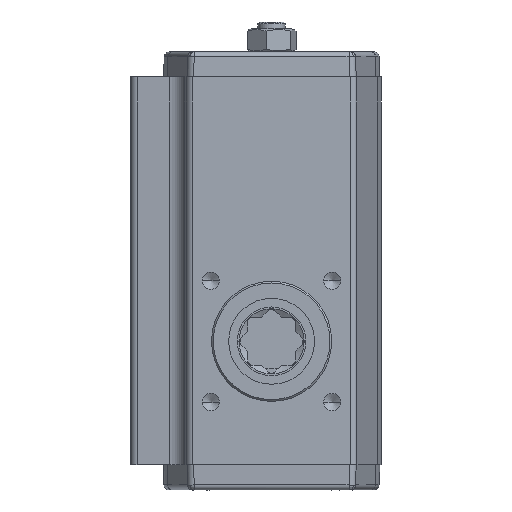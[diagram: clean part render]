
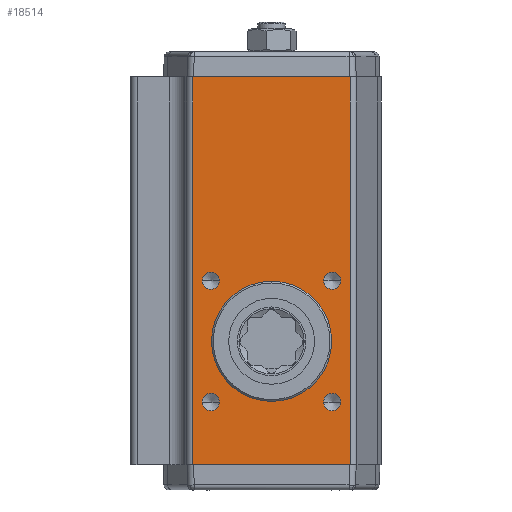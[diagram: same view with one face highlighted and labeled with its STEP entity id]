
A CAD part, front view. The second image highlights one B-rep face of the part: STEP entity #18514.
In plain terms, the highlighted planar face has unit normal (0, -1, 0).
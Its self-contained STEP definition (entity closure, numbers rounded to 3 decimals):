
#26 = DIRECTION ( 'NONE',  ( 0., 0., -1. ) ) ;
#98 = CARTESIAN_POINT ( 'NONE',  ( -17.678, -39.2, -66.622 ) ) ;
#125 = CARTESIAN_POINT ( 'NONE',  ( 17.678, -39.2, -66.622 ) ) ;
#373 = CIRCLE ( 'NONE', #7568, 2.5 ) ;
#464 = CIRCLE ( 'NONE', #12778, 2.5 ) ;
#513 = VERTEX_POINT ( 'NONE', #828 ) ;
#755 = CARTESIAN_POINT ( 'NONE',  ( -24.5, -39.2, -120.3 ) ) ;
#828 = CARTESIAN_POINT ( 'NONE',  ( 17.678, -39.2, -99.478 ) ) ;
#914 = CIRCLE ( 'NONE', #7385, 2.5 ) ;
#926 = CARTESIAN_POINT ( 'NONE',  ( 0., -39.2, -101.8 ) ) ;
#1601 = DIRECTION ( 'NONE',  ( 0., -1., 0. ) ) ;
#2062 = FACE_OUTER_BOUND ( 'NONE', #13824, .T. ) ;
#2214 = VECTOR ( 'NONE', #13037, 1000. ) ;
#2674 = VECTOR ( 'NONE', #17982, 1000. ) ;
#2736 = VECTOR ( 'NONE', #18417, 1000. ) ;
#2907 = DIRECTION ( 'NONE',  ( 0., -1., 0. ) ) ;
#2921 = CARTESIAN_POINT ( 'NONE',  ( 10., -39.2, -7.3 ) ) ;
#3049 = DIRECTION ( 'NONE',  ( 0., 0., -1. ) ) ;
#3199 = FACE_BOUND ( 'NONE', #17731, .T. ) ;
#3248 = CIRCLE ( 'NONE', #4114, 17.5 ) ;
#3258 = CARTESIAN_POINT ( 'NONE',  ( 17.678, -39.2, -66.622 ) ) ;
#3297 = ORIENTED_EDGE ( 'NONE', *, *, #8325, .F. ) ;
#3766 = CARTESIAN_POINT ( 'NONE',  ( 0., -39.2, -84.3 ) ) ;
#4114 = AXIS2_PLACEMENT_3D ( 'NONE', #11924, #15266, #9046 ) ;
#4187 = DIRECTION ( 'NONE',  ( 0., -1., 0. ) ) ;
#4219 = CARTESIAN_POINT ( 'NONE',  ( -17.678, -39.2, -69.122 ) ) ;
#4306 = EDGE_CURVE ( 'NONE', #6920, #9558, #9971, .T. ) ;
#4556 = LINE ( 'NONE', #15538, #2736 ) ;
#4664 = AXIS2_PLACEMENT_3D ( 'NONE', #15638, #7124, #14455 ) ;
#4792 = EDGE_LOOP ( 'NONE', ( #5977, #3297 ) ) ;
#4979 = EDGE_CURVE ( 'NONE', #11444, #513, #9281, .T. ) ;
#5113 = ORIENTED_EDGE ( 'NONE', *, *, #5853, .F. ) ;
#5469 = CARTESIAN_POINT ( 'NONE',  ( 17.678, -39.2, -101.978 ) ) ;
#5562 = CARTESIAN_POINT ( 'NONE',  ( -17.678, -39.2, -101.978 ) ) ;
#5816 = EDGE_CURVE ( 'NONE', #7465, #17637, #6386, .T. ) ;
#5853 = EDGE_CURVE ( 'NONE', #8852, #8800, #7279, .T. ) ;
#5951 = PLANE ( 'NONE',  #13741 ) ;
#5977 = ORIENTED_EDGE ( 'NONE', *, *, #4979, .F. ) ;
#6386 = CIRCLE ( 'NONE', #4664, 2.5 ) ;
#6920 = VERTEX_POINT ( 'NONE', #10662 ) ;
#7117 = EDGE_CURVE ( 'NONE', #17637, #7465, #7263, .T. ) ;
#7124 = DIRECTION ( 'NONE',  ( 0., -1., 0. ) ) ;
#7187 = CARTESIAN_POINT ( 'NONE',  ( -17.678, -39.2, -101.978 ) ) ;
#7203 = DIRECTION ( 'NONE',  ( -1., 0., 0. ) ) ;
#7263 = CIRCLE ( 'NONE', #12555, 2.5 ) ;
#7279 = CIRCLE ( 'NONE', #14903, 2.5 ) ;
#7344 = DIRECTION ( 'NONE',  ( 0., -1., 0. ) ) ;
#7385 = AXIS2_PLACEMENT_3D ( 'NONE', #5469, #9741, #16926 ) ;
#7465 = VERTEX_POINT ( 'NONE', #9150 ) ;
#7568 = AXIS2_PLACEMENT_3D ( 'NONE', #3258, #8937, #13240 ) ;
#7669 = VERTEX_POINT ( 'NONE', #9708 ) ;
#7672 = CARTESIAN_POINT ( 'NONE',  ( 22.938, -39.2, -7.3 ) ) ;
#7696 = AXIS2_PLACEMENT_3D ( 'NONE', #3766, #12255, #9309 ) ;
#8282 = ORIENTED_EDGE ( 'NONE', *, *, #5816, .F. ) ;
#8325 = EDGE_CURVE ( 'NONE', #513, #11444, #914, .T. ) ;
#8505 = VERTEX_POINT ( 'NONE', #13176 ) ;
#8792 = FACE_BOUND ( 'NONE', #4792, .T. ) ;
#8800 = VERTEX_POINT ( 'NONE', #17338 ) ;
#8852 = VERTEX_POINT ( 'NONE', #8860 ) ;
#8860 = CARTESIAN_POINT ( 'NONE',  ( -17.678, -39.2, -99.478 ) ) ;
#8937 = DIRECTION ( 'NONE',  ( 0., -1., 0. ) ) ;
#8944 = LINE ( 'NONE', #2921, #2214 ) ;
#9046 = DIRECTION ( 'NONE',  ( 0., 0., -1. ) ) ;
#9150 = CARTESIAN_POINT ( 'NONE',  ( -17.678, -39.2, -64.122 ) ) ;
#9281 = CIRCLE ( 'NONE', #10848, 2.5 ) ;
#9309 = DIRECTION ( 'NONE',  ( 0., 0., -1. ) ) ;
#9337 = DIRECTION ( 'NONE',  ( 0., 0., 1. ) ) ;
#9558 = VERTEX_POINT ( 'NONE', #13435 ) ;
#9708 = CARTESIAN_POINT ( 'NONE',  ( -22.938, -39.2, -7.3 ) ) ;
#9741 = DIRECTION ( 'NONE',  ( 0., -1., 0. ) ) ;
#9849 = VERTEX_POINT ( 'NONE', #11383 ) ;
#9955 = DIRECTION ( 'NONE',  ( 0., 0., -1. ) ) ;
#9971 = CIRCLE ( 'NONE', #10708, 2.5 ) ;
#9972 = EDGE_LOOP ( 'NONE', ( #17275, #8282 ) ) ;
#10050 = VECTOR ( 'NONE', #9337, 1000. ) ;
#10098 = DIRECTION ( 'NONE',  ( 0., 1., 0. ) ) ;
#10154 = CARTESIAN_POINT ( 'NONE',  ( 17.678, -39.2, -101.978 ) ) ;
#10377 = ORIENTED_EDGE ( 'NONE', *, *, #18377, .F. ) ;
#10662 = CARTESIAN_POINT ( 'NONE',  ( 17.678, -39.2, -64.122 ) ) ;
#10708 = AXIS2_PLACEMENT_3D ( 'NONE', #125, #7344, #17051 ) ;
#10839 = CARTESIAN_POINT ( 'NONE',  ( -22.938, -39.2, -7.3 ) ) ;
#10848 = AXIS2_PLACEMENT_3D ( 'NONE', #10154, #1601, #3049 ) ;
#10891 = EDGE_LOOP ( 'NONE', ( #12177, #5113 ) ) ;
#11185 = LINE ( 'NONE', #755, #2674 ) ;
#11228 = EDGE_CURVE ( 'NONE', #8800, #8852, #464, .T. ) ;
#11383 = CARTESIAN_POINT ( 'NONE',  ( -22.938, -39.2, -120.3 ) ) ;
#11397 = ORIENTED_EDGE ( 'NONE', *, *, #4306, .F. ) ;
#11444 = VERTEX_POINT ( 'NONE', #16195 ) ;
#11465 = VERTEX_POINT ( 'NONE', #7672 ) ;
#11486 = ORIENTED_EDGE ( 'NONE', *, *, #12386, .F. ) ;
#11612 = VERTEX_POINT ( 'NONE', #17797 ) ;
#11644 = EDGE_LOOP ( 'NONE', ( #15388, #11397 ) ) ;
#11793 = EDGE_CURVE ( 'NONE', #9849, #7669, #18330, .T. ) ;
#11924 = CARTESIAN_POINT ( 'NONE',  ( 0., -39.2, -84.3 ) ) ;
#12177 = ORIENTED_EDGE ( 'NONE', *, *, #11228, .F. ) ;
#12255 = DIRECTION ( 'NONE',  ( 0., -1., 0. ) ) ;
#12386 = EDGE_CURVE ( 'NONE', #8505, #9849, #11185, .T. ) ;
#12555 = AXIS2_PLACEMENT_3D ( 'NONE', #98, #12905, #9955 ) ;
#12778 = AXIS2_PLACEMENT_3D ( 'NONE', #5562, #4187, #15519 ) ;
#12806 = VERTEX_POINT ( 'NONE', #926 ) ;
#12905 = DIRECTION ( 'NONE',  ( 0., -1., 0. ) ) ;
#13035 = EDGE_CURVE ( 'NONE', #7669, #11465, #8944, .T. ) ;
#13037 = DIRECTION ( 'NONE',  ( 1., 0., 0. ) ) ;
#13176 = CARTESIAN_POINT ( 'NONE',  ( 22.938, -39.2, -120.3 ) ) ;
#13240 = DIRECTION ( 'NONE',  ( 0., 0., -1. ) ) ;
#13435 = CARTESIAN_POINT ( 'NONE',  ( 17.678, -39.2, -69.122 ) ) ;
#13741 = AXIS2_PLACEMENT_3D ( 'NONE', #17284, #10098, #7203 ) ;
#13759 = CIRCLE ( 'NONE', #7696, 17.5 ) ;
#13824 = EDGE_LOOP ( 'NONE', ( #14879, #11486, #10377, #14682 ) ) ;
#14455 = DIRECTION ( 'NONE',  ( 0., 0., -1. ) ) ;
#14682 = ORIENTED_EDGE ( 'NONE', *, *, #13035, .F. ) ;
#14853 = ORIENTED_EDGE ( 'NONE', *, *, #15727, .F. ) ;
#14879 = ORIENTED_EDGE ( 'NONE', *, *, #11793, .F. ) ;
#14903 = AXIS2_PLACEMENT_3D ( 'NONE', #7187, #2907, #26 ) ;
#15126 = EDGE_CURVE ( 'NONE', #9558, #6920, #373, .T. ) ;
#15266 = DIRECTION ( 'NONE',  ( 0., -1., 0. ) ) ;
#15388 = ORIENTED_EDGE ( 'NONE', *, *, #15126, .F. ) ;
#15475 = FACE_BOUND ( 'NONE', #10891, .T. ) ;
#15519 = DIRECTION ( 'NONE',  ( 0., 0., -1. ) ) ;
#15538 = CARTESIAN_POINT ( 'NONE',  ( 22.938, -39.2, -7.3 ) ) ;
#15638 = CARTESIAN_POINT ( 'NONE',  ( -17.678, -39.2, -66.622 ) ) ;
#15727 = EDGE_CURVE ( 'NONE', #12806, #11612, #13759, .T. ) ;
#16195 = CARTESIAN_POINT ( 'NONE',  ( 17.678, -39.2, -104.478 ) ) ;
#16810 = FACE_BOUND ( 'NONE', #11644, .T. ) ;
#16907 = EDGE_CURVE ( 'NONE', #11612, #12806, #3248, .T. ) ;
#16926 = DIRECTION ( 'NONE',  ( 0., 0., -1. ) ) ;
#17051 = DIRECTION ( 'NONE',  ( 0., 0., -1. ) ) ;
#17170 = ORIENTED_EDGE ( 'NONE', *, *, #16907, .F. ) ;
#17275 = ORIENTED_EDGE ( 'NONE', *, *, #7117, .F. ) ;
#17284 = CARTESIAN_POINT ( 'NONE',  ( -24.5, -39.2, -7.3 ) ) ;
#17338 = CARTESIAN_POINT ( 'NONE',  ( -17.678, -39.2, -104.478 ) ) ;
#17482 = FACE_BOUND ( 'NONE', #9972, .T. ) ;
#17637 = VERTEX_POINT ( 'NONE', #4219 ) ;
#17731 = EDGE_LOOP ( 'NONE', ( #14853, #17170 ) ) ;
#17797 = CARTESIAN_POINT ( 'NONE',  ( 0., -39.2, -66.8 ) ) ;
#17982 = DIRECTION ( 'NONE',  ( -1., 0., 0. ) ) ;
#18330 = LINE ( 'NONE', #10839, #10050 ) ;
#18377 = EDGE_CURVE ( 'NONE', #11465, #8505, #4556, .T. ) ;
#18417 = DIRECTION ( 'NONE',  ( 0., 0., -1. ) ) ;
#18514 = ADVANCED_FACE ( 'NONE', ( #3199, #17482, #8792, #2062, #15475, #16810 ), #5951, .F. ) ;
